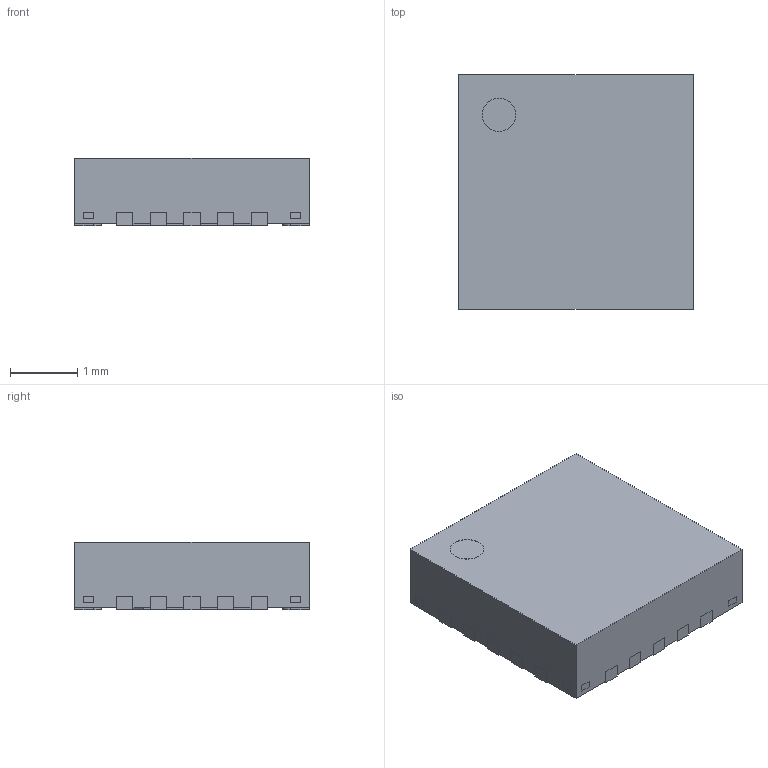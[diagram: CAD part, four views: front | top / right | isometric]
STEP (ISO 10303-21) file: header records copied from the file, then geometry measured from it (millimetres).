
FILE_DESCRIPTION (( 'STEP AP214' ), '1' );
FILE_NAME ('VQFN20_3.5x3.5_P0.STEP', '2019-03-13T16:03:22', ( '' ), ( '' ), 'SwSTEP 2.0', 'SolidWorks 2018', '' );
FILE_SCHEMA (( 'AUTOMOTIVE_DESIGN' ));
Length unit declared in the file: millimetre
Products named in the file (4): VQFN20_3-prt0.stp; BODY.stp; VQFN20_3.5x3.5_P0; VQFN20_3.5x3.5_P0.5.stp
Assembly tree (3 placements, depth 3):
  VQFN20_3.5x3.5_P0
    VQFN20_3.5x3.5_P0.5.stp
      VQFN20_3-prt0.stp
      BODY.stp
Bounding box: 3.5 x 3.5 x 1 mm (x, y, z)
Volume: 12.1 mm3; surface area: 61.8 mm2
Topology: 26 solids, 26 shells, 358 faces, 912 edges, 608 vertices
Faces by surface type: plane 276, cylinder 82
Entity records: 11141 total; most frequent: CARTESIAN_POINT 1885, ORIENTED_EDGE 1824, DIRECTION 1806, EDGE_CURVE 912, VECTOR 748, LINE 748, VERTEX_POINT 608, AXIS2_PLACEMENT_3D 529
